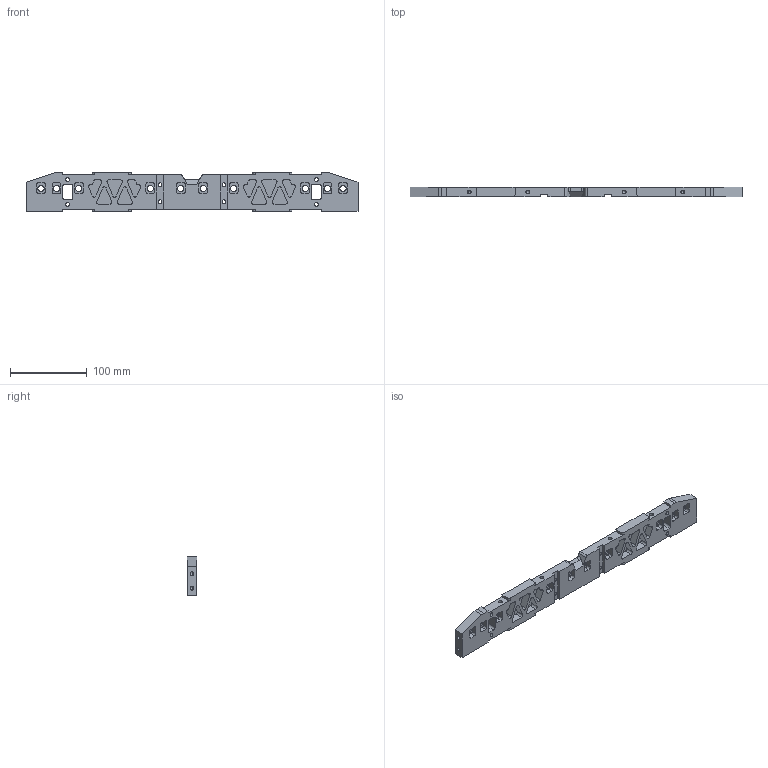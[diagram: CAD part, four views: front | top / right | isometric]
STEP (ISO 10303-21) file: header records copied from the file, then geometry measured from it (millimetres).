
FILE_DESCRIPTION (( 'STEP AP214' ), '1' );
FILE_NAME ('Front Plate V2.STEP', '2025-02-18T04:17:43', ( '' ), ( '' ), 'SwSTEP 2.0', 'SolidWorks 2024', '' );
FILE_SCHEMA (( 'AUTOMOTIVE_DESIGN' ));
Length unit declared in the file: inch
Products named in the file (1): Front Plate V2
Bounding box: 432.56 x 12.7 x 50.8 mm (x, y, z)
Volume: 197764.2 mm3; surface area: 67084.8 mm2
Topology: 1 solids, 1 shells, 339 faces, 927 edges, 598 vertices
Faces by surface type: cylinder 164, plane 151, cone 24
Entity records: 10734 total; most frequent: DIRECTION 1907, CARTESIAN_POINT 1847, ORIENTED_EDGE 1806, EDGE_CURVE 903, AXIS2_PLACEMENT_3D 666, VERTEX_POINT 598, VECTOR 575, LINE 575
